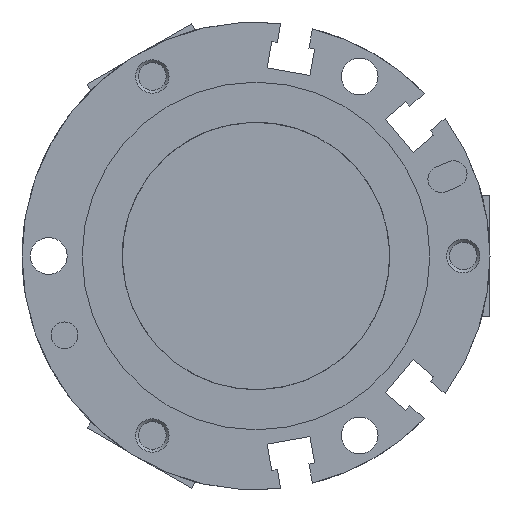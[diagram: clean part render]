
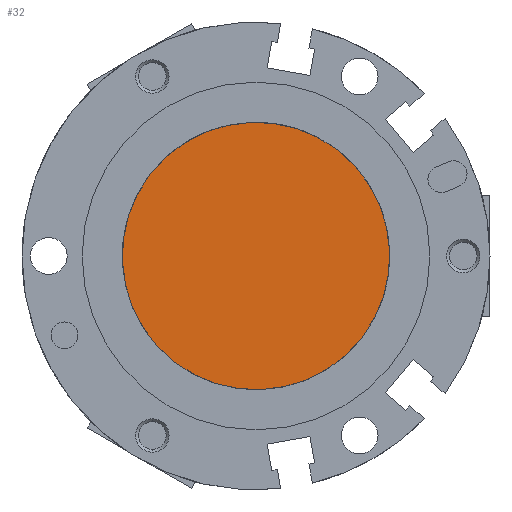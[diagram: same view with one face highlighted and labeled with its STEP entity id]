
A CAD part, left-side view. The second image highlights one B-rep face of the part: STEP entity #32.
In plain terms, the highlighted planar face has unit normal (-1, 0, 0).
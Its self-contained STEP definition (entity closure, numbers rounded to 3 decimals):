
#32 = ADVANCED_FACE('',(#33),#48,.T.);
#33 = FACE_BOUND('',#34,.T.);
#34 = EDGE_LOOP('',(#35,#71));
#35 = ORIENTED_EDGE('',*,*,#36,.T.);
#36 = EDGE_CURVE('',#37,#39,#41,.T.);
#37 = VERTEX_POINT('',#38);
#38 = CARTESIAN_POINT('',(511.5,18.478,882.346));
#39 = VERTEX_POINT('',#40);
#40 = CARTESIAN_POINT('',(511.5,-18.478,897.654));
#41 = SURFACE_CURVE('',#42,(#47,#59),.PCURVE_S1.);
#42 = CIRCLE('',#43,20.);
#43 = AXIS2_PLACEMENT_3D('',#44,#45,#46);
#44 = CARTESIAN_POINT('',(511.5,0.,890.));
#45 = DIRECTION('',(-1.,0.,0.));
#46 = DIRECTION('',(0.,-0.924,0.383));
#47 = PCURVE('',#48,#53);
#48 = PLANE('',#49);
#49 = AXIS2_PLACEMENT_3D('',#50,#51,#52);
#50 = CARTESIAN_POINT('',(511.5,0.,890.));
#51 = DIRECTION('',(-1.,0.,0.));
#52 = DIRECTION('',(0.,0.,1.));
#53 = DEFINITIONAL_REPRESENTATION('',(#54),#58);
#54 = CIRCLE('',#55,20.);
#55 = AXIS2_PLACEMENT_2D('',#56,#57);
#56 = CARTESIAN_POINT('',(0.,0.));
#57 = DIRECTION('',(0.383,-0.924));
#58 = ( GEOMETRIC_REPRESENTATION_CONTEXT(2) 
PARAMETRIC_REPRESENTATION_CONTEXT() REPRESENTATION_CONTEXT('2D SPACE',''
  ) );
#59 = PCURVE('',#60,#65);
#60 = CYLINDRICAL_SURFACE('',#61,20.);
#61 = AXIS2_PLACEMENT_3D('',#62,#63,#64);
#62 = CARTESIAN_POINT('',(511.8,0.,890.));
#63 = DIRECTION('',(-1.,0.,0.));
#64 = DIRECTION('',(0.,-0.924,0.383));
#65 = DEFINITIONAL_REPRESENTATION('',(#66),#70);
#66 = LINE('',#67,#68);
#67 = CARTESIAN_POINT('',(0.,0.3));
#68 = VECTOR('',#69,1.);
#69 = DIRECTION('',(1.,0.));
#70 = ( GEOMETRIC_REPRESENTATION_CONTEXT(2) 
PARAMETRIC_REPRESENTATION_CONTEXT() REPRESENTATION_CONTEXT('2D SPACE',''
  ) );
#71 = ORIENTED_EDGE('',*,*,#72,.T.);
#72 = EDGE_CURVE('',#39,#37,#73,.T.);
#73 = SURFACE_CURVE('',#74,(#79,#86),.PCURVE_S1.);
#74 = CIRCLE('',#75,20.);
#75 = AXIS2_PLACEMENT_3D('',#76,#77,#78);
#76 = CARTESIAN_POINT('',(511.5,0.,890.));
#77 = DIRECTION('',(-1.,0.,0.));
#78 = DIRECTION('',(0.,-0.924,0.383));
#79 = PCURVE('',#48,#80);
#80 = DEFINITIONAL_REPRESENTATION('',(#81),#85);
#81 = CIRCLE('',#82,20.);
#82 = AXIS2_PLACEMENT_2D('',#83,#84);
#83 = CARTESIAN_POINT('',(0.,0.));
#84 = DIRECTION('',(0.383,-0.924));
#85 = ( GEOMETRIC_REPRESENTATION_CONTEXT(2) 
PARAMETRIC_REPRESENTATION_CONTEXT() REPRESENTATION_CONTEXT('2D SPACE',''
  ) );
#86 = PCURVE('',#60,#87);
#87 = DEFINITIONAL_REPRESENTATION('',(#88),#92);
#88 = LINE('',#89,#90);
#89 = CARTESIAN_POINT('',(6.283,0.3));
#90 = VECTOR('',#91,1.);
#91 = DIRECTION('',(1.,0.));
#92 = ( GEOMETRIC_REPRESENTATION_CONTEXT(2) 
PARAMETRIC_REPRESENTATION_CONTEXT() REPRESENTATION_CONTEXT('2D SPACE',''
  ) );
